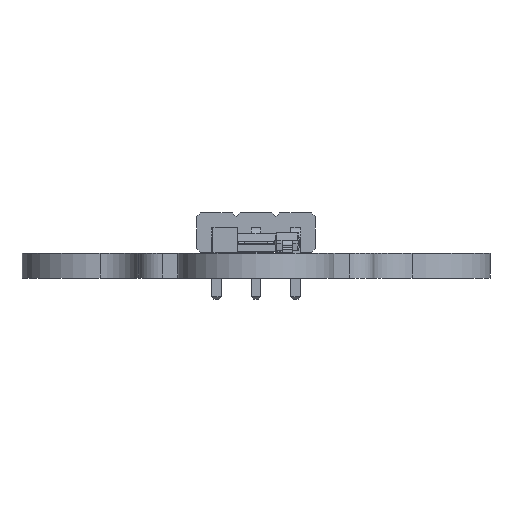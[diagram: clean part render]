
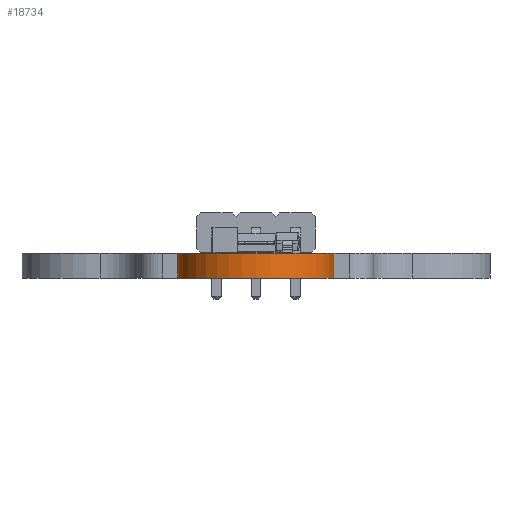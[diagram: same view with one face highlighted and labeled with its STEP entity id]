
A CAD part, left-side view. The second image highlights one B-rep face of the part: STEP entity #18734.
In plain terms, the highlighted cylindrical face has radius 5 mm (diameter 10 mm), a partial arc.
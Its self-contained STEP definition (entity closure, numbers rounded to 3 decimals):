
#18618 = EDGE_CURVE('',#18619,#18621,#18623,.T.);
#18619 = VERTEX_POINT('',#18620);
#18620 = CARTESIAN_POINT('',(54.,-55.,0.));
#18621 = VERTEX_POINT('',#18622);
#18622 = CARTESIAN_POINT('',(54.,-55.,1.6));
#18623 = SURFACE_CURVE('',#18624,(#18628,#18640),.PCURVE_S1.);
#18624 = LINE('',#18625,#18626);
#18625 = CARTESIAN_POINT('',(54.,-55.,0.));
#18626 = VECTOR('',#18627,1.);
#18627 = DIRECTION('',(0.,0.,1.));
#18628 = PCURVE('',#18629,#18634);
#18629 = PLANE('',#18630);
#18630 = AXIS2_PLACEMENT_3D('',#18631,#18632,#18633);
#18631 = CARTESIAN_POINT('',(54.,-55.,0.));
#18632 = DIRECTION('',(1.,0.,-0.));
#18633 = DIRECTION('',(0.,-1.,0.));
#18634 = DEFINITIONAL_REPRESENTATION('',(#18635),#18639);
#18635 = LINE('',#18636,#18637);
#18636 = CARTESIAN_POINT('',(0.,0.));
#18637 = VECTOR('',#18638,1.);
#18638 = DIRECTION('',(0.,-1.));
#18639 = ( GEOMETRIC_REPRESENTATION_CONTEXT(2) 
PARAMETRIC_REPRESENTATION_CONTEXT() REPRESENTATION_CONTEXT('2D SPACE',''
  ) );
#18640 = PCURVE('',#18641,#18646);
#18641 = CYLINDRICAL_SURFACE('',#18642,5.);
#18642 = AXIS2_PLACEMENT_3D('',#18643,#18644,#18645);
#18643 = CARTESIAN_POINT('',(54.,-50.,0.));
#18644 = DIRECTION('',(-0.,-0.,-1.));
#18645 = DIRECTION('',(1.,0.,-0.));
#18646 = DEFINITIONAL_REPRESENTATION('',(#18647),#18651);
#18647 = LINE('',#18648,#18649);
#18648 = CARTESIAN_POINT('',(-4.712,0.));
#18649 = VECTOR('',#18650,1.);
#18650 = DIRECTION('',(-0.,-1.));
#18651 = ( GEOMETRIC_REPRESENTATION_CONTEXT(2) 
PARAMETRIC_REPRESENTATION_CONTEXT() REPRESENTATION_CONTEXT('2D SPACE',''
  ) );
#18669 = PLANE('',#18670);
#18670 = AXIS2_PLACEMENT_3D('',#18671,#18672,#18673);
#18671 = CARTESIAN_POINT('',(83.672,-50.,1.6));
#18672 = DIRECTION('',(0.,0.,1.));
#18673 = DIRECTION('',(1.,0.,-0.));
#18723 = PLANE('',#18724);
#18724 = AXIS2_PLACEMENT_3D('',#18725,#18726,#18727);
#18725 = CARTESIAN_POINT('',(83.672,-50.,0.));
#18726 = DIRECTION('',(0.,0.,1.));
#18727 = DIRECTION('',(1.,0.,-0.));
#18734 = ADVANCED_FACE('',(#18735),#18641,.T.);
#18735 = FACE_BOUND('',#18736,.F.);
#18736 = EDGE_LOOP('',(#18737,#18767,#18789,#18790));
#18737 = ORIENTED_EDGE('',*,*,#18738,.T.);
#18738 = EDGE_CURVE('',#18739,#18741,#18743,.T.);
#18739 = VERTEX_POINT('',#18740);
#18740 = CARTESIAN_POINT('',(54.,-45.,0.));
#18741 = VERTEX_POINT('',#18742);
#18742 = CARTESIAN_POINT('',(54.,-45.,1.6));
#18743 = SURFACE_CURVE('',#18744,(#18748,#18755),.PCURVE_S1.);
#18744 = LINE('',#18745,#18746);
#18745 = CARTESIAN_POINT('',(54.,-45.,0.));
#18746 = VECTOR('',#18747,1.);
#18747 = DIRECTION('',(0.,0.,1.));
#18748 = PCURVE('',#18641,#18749);
#18749 = DEFINITIONAL_REPRESENTATION('',(#18750),#18754);
#18750 = LINE('',#18751,#18752);
#18751 = CARTESIAN_POINT('',(-1.571,0.));
#18752 = VECTOR('',#18753,1.);
#18753 = DIRECTION('',(-0.,-1.));
#18754 = ( GEOMETRIC_REPRESENTATION_CONTEXT(2) 
PARAMETRIC_REPRESENTATION_CONTEXT() REPRESENTATION_CONTEXT('2D SPACE',''
  ) );
#18755 = PCURVE('',#18756,#18761);
#18756 = PLANE('',#18757);
#18757 = AXIS2_PLACEMENT_3D('',#18758,#18759,#18760);
#18758 = CARTESIAN_POINT('',(54.,-44.,0.));
#18759 = DIRECTION('',(1.,0.,-0.));
#18760 = DIRECTION('',(0.,-1.,0.));
#18761 = DEFINITIONAL_REPRESENTATION('',(#18762),#18766);
#18762 = LINE('',#18763,#18764);
#18763 = CARTESIAN_POINT('',(1.,0.));
#18764 = VECTOR('',#18765,1.);
#18765 = DIRECTION('',(0.,-1.));
#18766 = ( GEOMETRIC_REPRESENTATION_CONTEXT(2) 
PARAMETRIC_REPRESENTATION_CONTEXT() REPRESENTATION_CONTEXT('2D SPACE',''
  ) );
#18767 = ORIENTED_EDGE('',*,*,#18768,.T.);
#18768 = EDGE_CURVE('',#18741,#18621,#18769,.T.);
#18769 = SURFACE_CURVE('',#18770,(#18775,#18782),.PCURVE_S1.);
#18770 = CIRCLE('',#18771,5.);
#18771 = AXIS2_PLACEMENT_3D('',#18772,#18773,#18774);
#18772 = CARTESIAN_POINT('',(54.,-50.,1.6));
#18773 = DIRECTION('',(0.,0.,1.));
#18774 = DIRECTION('',(1.,0.,-0.));
#18775 = PCURVE('',#18641,#18776);
#18776 = DEFINITIONAL_REPRESENTATION('',(#18777),#18781);
#18777 = LINE('',#18778,#18779);
#18778 = CARTESIAN_POINT('',(-0.,-1.6));
#18779 = VECTOR('',#18780,1.);
#18780 = DIRECTION('',(-1.,0.));
#18781 = ( GEOMETRIC_REPRESENTATION_CONTEXT(2) 
PARAMETRIC_REPRESENTATION_CONTEXT() REPRESENTATION_CONTEXT('2D SPACE',''
  ) );
#18782 = PCURVE('',#18669,#18783);
#18783 = DEFINITIONAL_REPRESENTATION('',(#18784),#18788);
#18784 = CIRCLE('',#18785,5.);
#18785 = AXIS2_PLACEMENT_2D('',#18786,#18787);
#18786 = CARTESIAN_POINT('',(-29.672,0.));
#18787 = DIRECTION('',(1.,0.));
#18788 = ( GEOMETRIC_REPRESENTATION_CONTEXT(2) 
PARAMETRIC_REPRESENTATION_CONTEXT() REPRESENTATION_CONTEXT('2D SPACE',''
  ) );
#18789 = ORIENTED_EDGE('',*,*,#18618,.F.);
#18790 = ORIENTED_EDGE('',*,*,#18791,.F.);
#18791 = EDGE_CURVE('',#18739,#18619,#18792,.T.);
#18792 = SURFACE_CURVE('',#18793,(#18798,#18805),.PCURVE_S1.);
#18793 = CIRCLE('',#18794,5.);
#18794 = AXIS2_PLACEMENT_3D('',#18795,#18796,#18797);
#18795 = CARTESIAN_POINT('',(54.,-50.,0.));
#18796 = DIRECTION('',(0.,0.,1.));
#18797 = DIRECTION('',(1.,0.,-0.));
#18798 = PCURVE('',#18641,#18799);
#18799 = DEFINITIONAL_REPRESENTATION('',(#18800),#18804);
#18800 = LINE('',#18801,#18802);
#18801 = CARTESIAN_POINT('',(-0.,0.));
#18802 = VECTOR('',#18803,1.);
#18803 = DIRECTION('',(-1.,0.));
#18804 = ( GEOMETRIC_REPRESENTATION_CONTEXT(2) 
PARAMETRIC_REPRESENTATION_CONTEXT() REPRESENTATION_CONTEXT('2D SPACE',''
  ) );
#18805 = PCURVE('',#18723,#18806);
#18806 = DEFINITIONAL_REPRESENTATION('',(#18807),#18811);
#18807 = CIRCLE('',#18808,5.);
#18808 = AXIS2_PLACEMENT_2D('',#18809,#18810);
#18809 = CARTESIAN_POINT('',(-29.672,0.));
#18810 = DIRECTION('',(1.,0.));
#18811 = ( GEOMETRIC_REPRESENTATION_CONTEXT(2) 
PARAMETRIC_REPRESENTATION_CONTEXT() REPRESENTATION_CONTEXT('2D SPACE',''
  ) );
